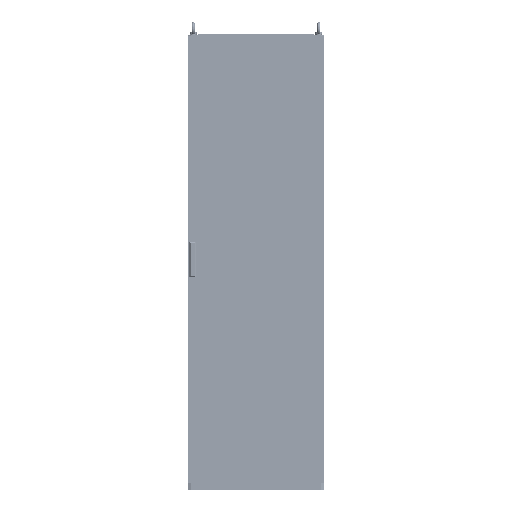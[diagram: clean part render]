
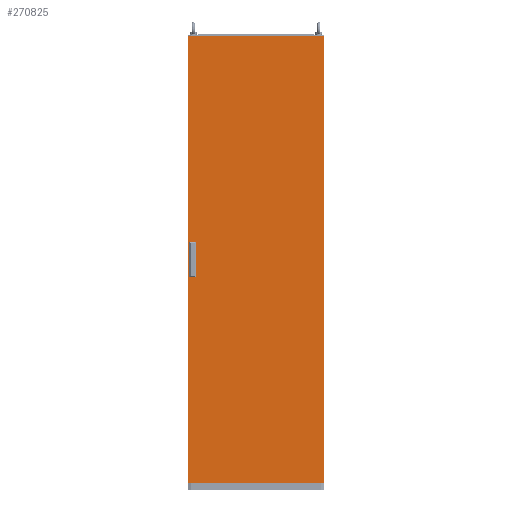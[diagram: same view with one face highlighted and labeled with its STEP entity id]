
A CAD part, top view. The second image highlights one B-rep face of the part: STEP entity #270825.
In plain terms, the highlighted planar face has unit normal (0, 0, 1).
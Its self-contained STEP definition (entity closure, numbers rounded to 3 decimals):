
#9645 = CARTESIAN_POINT ( 'NONE',  ( -263., -65., 0. ) ) ;
#11418 = FACE_OUTER_BOUND ( 'NONE', #174847, .T. ) ;
#13574 = VECTOR ( 'NONE', #157884, 1000. ) ;
#15044 = VECTOR ( 'NONE', #145770, 1000. ) ;
#15370 = DIRECTION ( 'NONE',  ( -1., 0., 0. ) ) ;
#19528 = VERTEX_POINT ( 'NONE', #184985 ) ;
#26592 = ORIENTED_EDGE ( 'NONE', *, *, #184208, .T. ) ;
#27733 = LINE ( 'NONE', #77384, #193606 ) ;
#39008 = VECTOR ( 'NONE', #162932, 1000. ) ;
#40860 = VERTEX_POINT ( 'NONE', #9645 ) ;
#44159 = CARTESIAN_POINT ( 'NONE',  ( -263., 92., 0. ) ) ;
#50629 = VERTEX_POINT ( 'NONE', #200688 ) ;
#53346 = CARTESIAN_POINT ( 'NONE',  ( -263., 92., 0. ) ) ;
#55101 = VERTEX_POINT ( 'NONE', #105120 ) ;
#55172 = CARTESIAN_POINT ( 'NONE',  ( -293.4, 92., 0. ) ) ;
#65790 = LINE ( 'NONE', #44159, #109705 ) ;
#71747 = LINE ( 'NONE', #253715, #237516 ) ;
#77384 = CARTESIAN_POINT ( 'NONE',  ( -297., -970., 0. ) ) ;
#86329 = EDGE_CURVE ( 'NONE', #19528, #55101, #71747, .T. ) ;
#86660 = AXIS2_PLACEMENT_3D ( 'NONE', #179190, #96917, #248161 ) ;
#87671 = DIRECTION ( 'NONE',  ( 0., 1., 0. ) ) ;
#92578 = CARTESIAN_POINT ( 'NONE',  ( 297., 997., 0. ) ) ;
#96917 = DIRECTION ( 'NONE',  ( 0., 0., 1. ) ) ;
#99127 = DIRECTION ( 'NONE',  ( 1., 0., 0. ) ) ;
#99871 = LINE ( 'NONE', #253471, #15044 ) ;
#104295 = CARTESIAN_POINT ( 'NONE',  ( -293.4, 92., 0. ) ) ;
#105120 = CARTESIAN_POINT ( 'NONE',  ( -297., 997., 0. ) ) ;
#109031 = ORIENTED_EDGE ( 'NONE', *, *, #239880, .F. ) ;
#109705 = VECTOR ( 'NONE', #87671, 1000. ) ;
#111901 = EDGE_CURVE ( 'NONE', #141486, #177503, #128821, .T. ) ;
#114343 = DIRECTION ( 'NONE',  ( 0., 1., 0. ) ) ;
#123232 = VECTOR ( 'NONE', #114343, 1000. ) ;
#126690 = FACE_BOUND ( 'NONE', #180502, .T. ) ;
#128821 = LINE ( 'NONE', #136175, #13574 ) ;
#136175 = CARTESIAN_POINT ( 'NONE',  ( -293.4, 92., 0. ) ) ;
#136933 = ORIENTED_EDGE ( 'NONE', *, *, #147000, .T. ) ;
#141486 = VERTEX_POINT ( 'NONE', #104295 ) ;
#145770 = DIRECTION ( 'NONE',  ( 1., 0., 0. ) ) ;
#147000 = EDGE_CURVE ( 'NONE', #55101, #206712, #212989, .T. ) ;
#155557 = VECTOR ( 'NONE', #191675, 1000. ) ;
#155808 = ORIENTED_EDGE ( 'NONE', *, *, #86329, .T. ) ;
#157884 = DIRECTION ( 'NONE',  ( 0., -1., 0. ) ) ;
#162932 = DIRECTION ( 'NONE',  ( -1., 0., 0. ) ) ;
#167738 = ORIENTED_EDGE ( 'NONE', *, *, #259184, .F. ) ;
#169059 = CARTESIAN_POINT ( 'NONE',  ( -297., 997., 0. ) ) ;
#169547 = EDGE_CURVE ( 'NONE', #177503, #40860, #99871, .T. ) ;
#174847 = EDGE_LOOP ( 'NONE', ( #136933, #26592, #176868, #155808 ) ) ;
#176868 = ORIENTED_EDGE ( 'NONE', *, *, #180082, .T. ) ;
#177503 = VERTEX_POINT ( 'NONE', #276634 ) ;
#179190 = CARTESIAN_POINT ( 'NONE',  ( 0., 0., 0. ) ) ;
#180082 = EDGE_CURVE ( 'NONE', #50629, #19528, #238152, .T. ) ;
#180502 = EDGE_LOOP ( 'NONE', ( #109031, #167738, #214191, #212016 ) ) ;
#184208 = EDGE_CURVE ( 'NONE', #206712, #50629, #27733, .T. ) ;
#184985 = CARTESIAN_POINT ( 'NONE',  ( 297., 997., 0. ) ) ;
#191675 = DIRECTION ( 'NONE',  ( 0., -1., 0. ) ) ;
#193606 = VECTOR ( 'NONE', #99127, 1000. ) ;
#200688 = CARTESIAN_POINT ( 'NONE',  ( 297., -970., 0. ) ) ;
#206712 = VERTEX_POINT ( 'NONE', #236446 ) ;
#212016 = ORIENTED_EDGE ( 'NONE', *, *, #111901, .F. ) ;
#212989 = LINE ( 'NONE', #169059, #155557 ) ;
#214191 = ORIENTED_EDGE ( 'NONE', *, *, #169547, .F. ) ;
#217717 = VERTEX_POINT ( 'NONE', #53346 ) ;
#226405 = PLANE ( 'NONE',  #86660 ) ;
#236446 = CARTESIAN_POINT ( 'NONE',  ( -297., -970., 0. ) ) ;
#237516 = VECTOR ( 'NONE', #15370, 1000. ) ;
#238152 = LINE ( 'NONE', #92578, #123232 ) ;
#239880 = EDGE_CURVE ( 'NONE', #217717, #141486, #269044, .T. ) ;
#248161 = DIRECTION ( 'NONE',  ( 1., 0., 0. ) ) ;
#253471 = CARTESIAN_POINT ( 'NONE',  ( -293.4, -65., 0. ) ) ;
#253715 = CARTESIAN_POINT ( 'NONE',  ( -297., 997., 0. ) ) ;
#259184 = EDGE_CURVE ( 'NONE', #40860, #217717, #65790, .T. ) ;
#269044 = LINE ( 'NONE', #55172, #39008 ) ;
#270825 = ADVANCED_FACE ( 'NONE', ( #11418, #126690 ), #226405, .T. ) ;
#276634 = CARTESIAN_POINT ( 'NONE',  ( -293.4, -65., 0. ) ) ;
